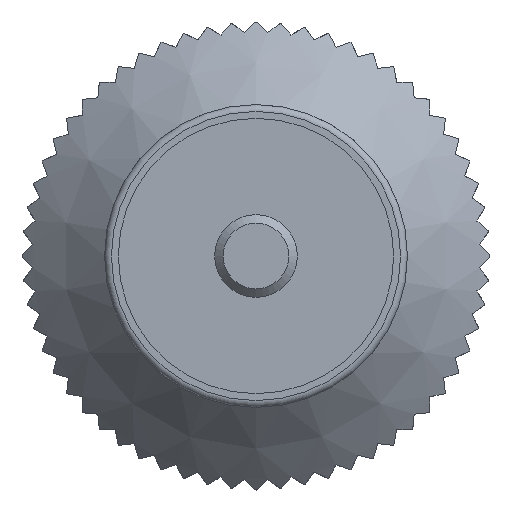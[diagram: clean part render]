
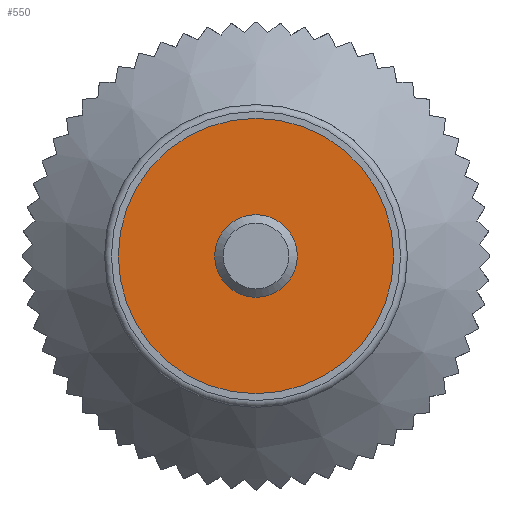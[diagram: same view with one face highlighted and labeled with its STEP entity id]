
A CAD part, front view. The second image highlights one B-rep face of the part: STEP entity #550.
In plain terms, the highlighted planar face has unit normal (0, -1, 0).
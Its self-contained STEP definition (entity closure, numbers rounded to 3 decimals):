
#550 = ADVANCED_FACE( '', ( #1143, #1144 ), #1145, .F. );
#1143 = FACE_BOUND( '', #1772, .T. );
#1144 = FACE_OUTER_BOUND( '', #1773, .T. );
#1145 = PLANE( '', #1774 );
#1772 = EDGE_LOOP( '', ( #3555 ) );
#1773 = EDGE_LOOP( '', ( #3556 ) );
#1774 = AXIS2_PLACEMENT_3D( '', #3557, #3558, #3559 );
#3555 = ORIENTED_EDGE( '', *, *, #4629, .F. );
#3556 = ORIENTED_EDGE( '', *, *, #4568, .T. );
#3557 = CARTESIAN_POINT( '', ( 10., 0., 0. ) );
#3558 = DIRECTION( '', ( 0., 1., 0. ) );
#3559 = DIRECTION( '', ( 0., 0., 1. ) );
#4568 = EDGE_CURVE( '', #5746, #5746, #5747, .T. );
#4629 = EDGE_CURVE( '', #5810, #5810, #5811, .F. );
#5746 = VERTEX_POINT( '', #8701 );
#5747 = CIRCLE( '', #8702, 10. );
#5810 = VERTEX_POINT( '', #8789 );
#5811 = CIRCLE( '', #8790, 3. );
#8701 = CARTESIAN_POINT( '', ( 0., 0., -10. ) );
#8702 = AXIS2_PLACEMENT_3D( '', #9413, #9414, #9415 );
#8789 = CARTESIAN_POINT( '', ( 0., 0., 3. ) );
#8790 = AXIS2_PLACEMENT_3D( '', #9446, #9447, #9448 );
#9413 = CARTESIAN_POINT( '', ( 0., 0., 0. ) );
#9414 = DIRECTION( '', ( 0., -1., 0. ) );
#9415 = DIRECTION( '', ( 0., 0., -1. ) );
#9446 = CARTESIAN_POINT( '', ( 0., 0., 0. ) );
#9447 = DIRECTION( '', ( 0., 1., 0. ) );
#9448 = DIRECTION( '', ( 0., 0., 1. ) );
